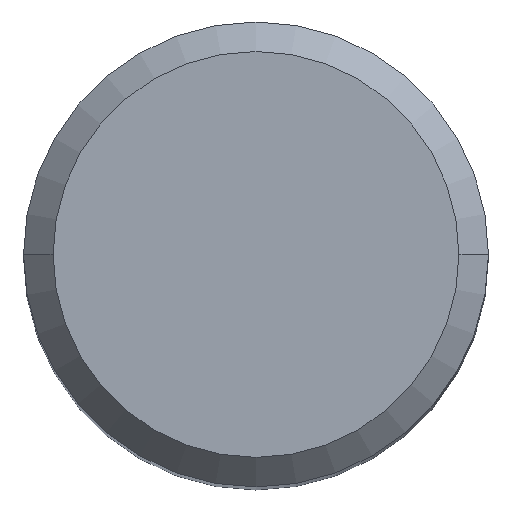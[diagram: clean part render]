
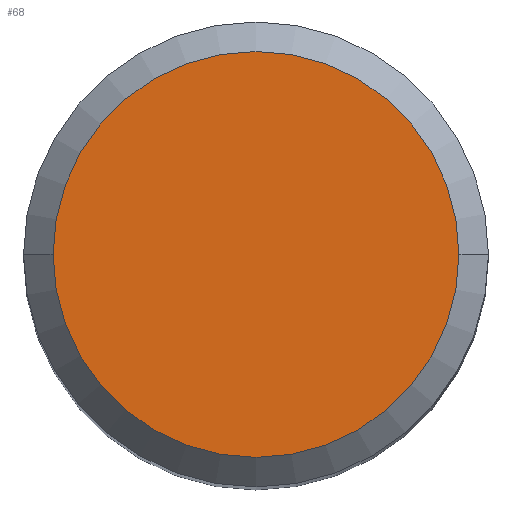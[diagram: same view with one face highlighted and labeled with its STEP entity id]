
A CAD part, top view. The second image highlights one B-rep face of the part: STEP entity #68.
In plain terms, the highlighted planar face has unit normal (0, 0, 1).
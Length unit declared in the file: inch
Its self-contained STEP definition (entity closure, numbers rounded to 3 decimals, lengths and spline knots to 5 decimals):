
#14 = CARTESIAN_POINT ( 'NONE',  ( 0.1031, 0., 0. ) ) ;
#20 = EDGE_CURVE ( 'NONE', #121, #71, #379, .T. ) ;
#40 = ORIENTED_EDGE ( 'NONE', *, *, #154, .T. ) ;
#55 = CIRCLE ( 'NONE', #247, 0.1031 ) ;
#66 = EDGE_LOOP ( 'NONE', ( #104, #40 ) ) ;
#68 = ADVANCED_FACE ( 'NONE', ( #123 ), #312, .F. ) ;
#71 = VERTEX_POINT ( 'NONE', #14 ) ;
#84 = CARTESIAN_POINT ( 'NONE',  ( 0., 0., 0. ) ) ;
#93 = AXIS2_PLACEMENT_3D ( 'NONE', #84, #124, #274 ) ;
#104 = ORIENTED_EDGE ( 'NONE', *, *, #20, .T. ) ;
#117 = AXIS2_PLACEMENT_3D ( 'NONE', #166, #276, #242 ) ;
#121 = VERTEX_POINT ( 'NONE', #384 ) ;
#123 = FACE_OUTER_BOUND ( 'NONE', #66, .T. ) ;
#124 = DIRECTION ( 'NONE',  ( 0., 0., 1. ) ) ;
#154 = EDGE_CURVE ( 'NONE', #71, #121, #55, .T. ) ;
#166 = CARTESIAN_POINT ( 'NONE',  ( 0., 0.1031, 0. ) ) ;
#242 = DIRECTION ( 'NONE',  ( -1., 0., 0. ) ) ;
#247 = AXIS2_PLACEMENT_3D ( 'NONE', #248, #387, #458 ) ;
#248 = CARTESIAN_POINT ( 'NONE',  ( 0., 0., 0. ) ) ;
#274 = DIRECTION ( 'NONE',  ( 1., 0., 0. ) ) ;
#276 = DIRECTION ( 'NONE',  ( 0., 0., -1. ) ) ;
#312 = PLANE ( 'NONE',  #117 ) ;
#379 = CIRCLE ( 'NONE', #93, 0.1031 ) ;
#384 = CARTESIAN_POINT ( 'NONE',  ( -0.1031, 0., 0. ) ) ;
#387 = DIRECTION ( 'NONE',  ( 0., 0., 1. ) ) ;
#458 = DIRECTION ( 'NONE',  ( 1., 0., 0. ) ) ;
